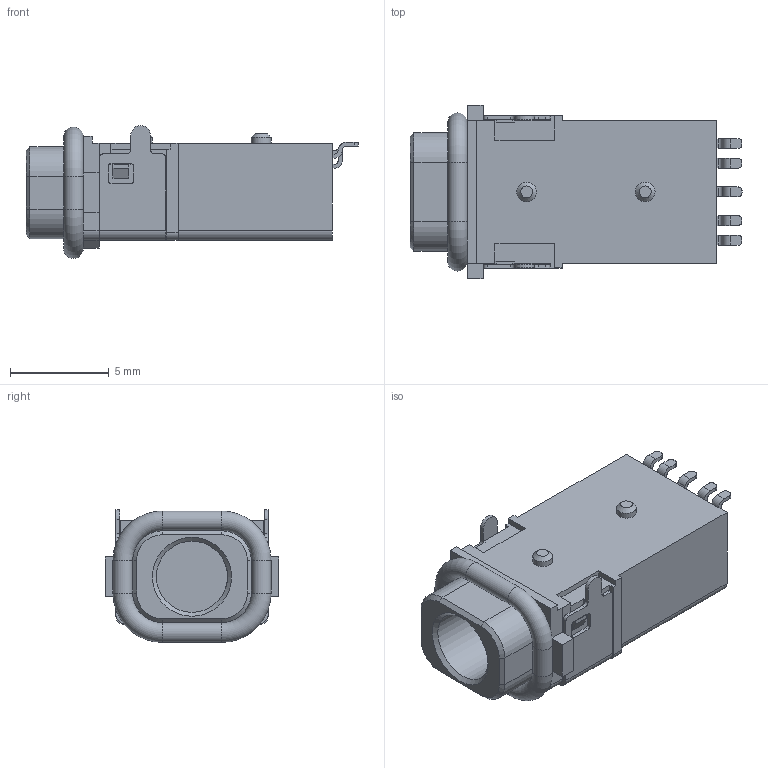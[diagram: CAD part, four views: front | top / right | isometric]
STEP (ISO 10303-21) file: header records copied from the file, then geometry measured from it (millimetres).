
FILE_DESCRIPTION(/* description */ (''),/* implementation_level */ '2;1');
FILE_NAME(/* name */ 'CUI_DEVICES_SJ-3541AS-SMT-TR-67.step',/* time_stamp */ '2022-09-02T08:19:06+02:00',/* author */ (''),/* organization */ (''),/* preprocessor_version */ 'ST-DEVELOPER v19',/* originating_system */ 'Autodesk Translation Framework v11.7.0.108',/* authorisation */ '');
FILE_SCHEMA (('AUTOMOTIVE_DESIGN { 1 0 10303 214 3 1 1 }'));
Length unit declared in the file: inch
Products named in the file (1): CUI_DEVICES_SJ-3541AS-SMT-TR-67
Bounding box: 16.8 x 8.8 x 6.72 mm (x, y, z)
Volume: 516.7 mm3; surface area: 703.2 mm2
Topology: 4 solids, 4 shells, 251 faces, 691 edges, 455 vertices
Faces by surface type: plane 160, cylinder 80, cone 7, torus 4
Full cylindrical faces by diameter (mm): 1 x6, 3.6 x1
Entity records: 8167 total; most frequent: CARTESIAN_POINT 1398, ORIENTED_EDGE 1382, DIRECTION 1382, EDGE_CURVE 691, LINE 504, VECTOR 504, VERTEX_POINT 455, AXIS2_PLACEMENT_3D 439
